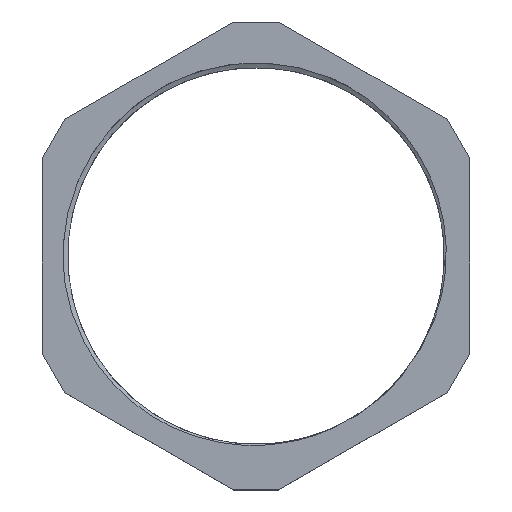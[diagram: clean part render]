
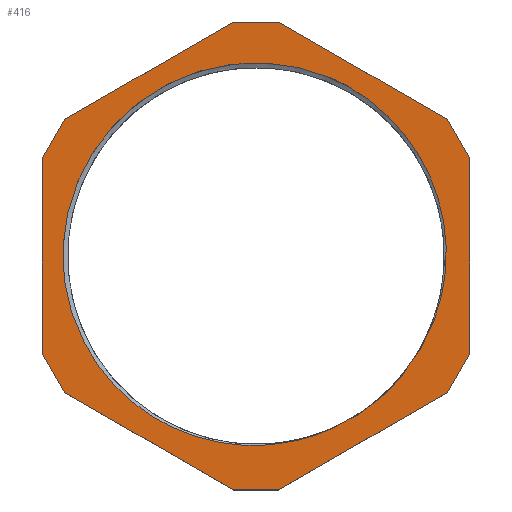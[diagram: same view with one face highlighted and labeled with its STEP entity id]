
A CAD part, top view. The second image highlights one B-rep face of the part: STEP entity #416.
In plain terms, the highlighted planar face has unit normal (0, 0, 1).
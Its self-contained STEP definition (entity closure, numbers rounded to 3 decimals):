
#16=FACE_BOUND('',#164,.T.);
#41=LINE('',#1429,#65);
#44=LINE('',#1443,#68);
#46=LINE('',#1451,#70);
#48=LINE('',#1463,#72);
#50=LINE('',#1471,#74);
#52=LINE('',#1483,#76);
#54=LINE('',#1491,#78);
#56=LINE('',#1504,#80);
#59=LINE('',#1517,#83);
#60=LINE('',#1524,#84);
#63=LINE('',#1537,#87);
#64=LINE('',#1542,#88);
#65=VECTOR('',#473,10.);
#68=VECTOR('',#478,10.);
#70=VECTOR('',#482,10.);
#72=VECTOR('',#486,10.);
#74=VECTOR('',#490,10.);
#76=VECTOR('',#494,10.);
#78=VECTOR('',#498,10.);
#80=VECTOR('',#502,10.);
#83=VECTOR('',#507,10.);
#84=VECTOR('',#510,10.);
#87=VECTOR('',#515,10.);
#88=VECTOR('',#518,10.);
#102=PLANE('',#456);
#104=CIRCLE('',#427,30.85);
#105=CIRCLE('',#429,31.611);
#138=FACE_OUTER_BOUND('',#163,.T.);
#163=EDGE_LOOP('',(#375,#376,#377,#378,#379,#380,#381,#382,#383,#384,#385,
#386));
#164=EDGE_LOOP('',(#387,#388,#389,#390));
#167=B_SPLINE_CURVE_WITH_KNOTS('',3,(#860,#861,#862,#863,#864,#865,#866,
#867,#868,#869,#870,#871,#872,#873,#874,#875),.UNSPECIFIED.,.F.,.F.,(4,
3,3,3,3,4),(-5.84,-4.565,-3.053,-1.531,
-0.247,0.),.UNSPECIFIED.);
#172=B_SPLINE_CURVE_WITH_KNOTS('',3,(#1407,#1408,#1409,#1410,#1411,#1412,
#1413,#1414,#1415,#1416,#1417,#1418,#1419,#1420,#1421,#1422),
 .UNSPECIFIED.,.F.,.F.,(4,3,3,3,3,4),(-5.837,-4.539,
-3.017,-1.503,-0.085,0.),
 .UNSPECIFIED.);
#175=VERTEX_POINT('',#802);
#176=VERTEX_POINT('',#859);
#178=VERTEX_POINT('',#935);
#180=VERTEX_POINT('',#1246);
#181=VERTEX_POINT('',#1427);
#182=VERTEX_POINT('',#1428);
#186=VERTEX_POINT('',#1442);
#188=VERTEX_POINT('',#1450);
#191=VERTEX_POINT('',#1462);
#193=VERTEX_POINT('',#1470);
#196=VERTEX_POINT('',#1482);
#198=VERTEX_POINT('',#1490);
#201=VERTEX_POINT('',#1502);
#202=VERTEX_POINT('',#1503);
#206=VERTEX_POINT('',#1522);
#207=VERTEX_POINT('',#1523);
#213=EDGE_CURVE('',#175,#176,#167,.T.);
#217=EDGE_CURVE('',#178,#175,#104,.T.);
#220=EDGE_CURVE('',#180,#178,#172,.T.);
#221=EDGE_CURVE('',#180,#176,#105,.T.);
#223=EDGE_CURVE('',#181,#182,#41,.T.);
#228=EDGE_CURVE('',#182,#186,#44,.T.);
#231=EDGE_CURVE('',#186,#188,#46,.T.);
#235=EDGE_CURVE('',#188,#191,#48,.T.);
#238=EDGE_CURVE('',#191,#193,#50,.T.);
#242=EDGE_CURVE('',#193,#196,#52,.T.);
#245=EDGE_CURVE('',#196,#198,#54,.T.);
#249=EDGE_CURVE('',#201,#202,#56,.T.);
#254=EDGE_CURVE('',#202,#181,#59,.T.);
#256=EDGE_CURVE('',#206,#207,#60,.T.);
#261=EDGE_CURVE('',#198,#206,#63,.T.);
#263=EDGE_CURVE('',#207,#201,#64,.T.);
#375=ORIENTED_EDGE('',*,*,#261,.T.);
#376=ORIENTED_EDGE('',*,*,#256,.T.);
#377=ORIENTED_EDGE('',*,*,#263,.T.);
#378=ORIENTED_EDGE('',*,*,#249,.T.);
#379=ORIENTED_EDGE('',*,*,#254,.T.);
#380=ORIENTED_EDGE('',*,*,#223,.T.);
#381=ORIENTED_EDGE('',*,*,#228,.T.);
#382=ORIENTED_EDGE('',*,*,#231,.T.);
#383=ORIENTED_EDGE('',*,*,#235,.T.);
#384=ORIENTED_EDGE('',*,*,#238,.T.);
#385=ORIENTED_EDGE('',*,*,#242,.T.);
#386=ORIENTED_EDGE('',*,*,#245,.T.);
#387=ORIENTED_EDGE('',*,*,#221,.T.);
#388=ORIENTED_EDGE('',*,*,#213,.F.);
#389=ORIENTED_EDGE('',*,*,#217,.F.);
#390=ORIENTED_EDGE('',*,*,#220,.F.);
#416=ADVANCED_FACE('',(#138,#16),#102,.T.);
#427=AXIS2_PLACEMENT_3D('',#992,#463,#464);
#429=AXIS2_PLACEMENT_3D('',#1424,#467,#468);
#456=AXIS2_PLACEMENT_3D('',#1559,#545,#546);
#463=DIRECTION('center_axis',(0.,0.,1.));
#464=DIRECTION('ref_axis',(-1.,0.,0.));
#467=DIRECTION('center_axis',(0.,0.,-1.));
#468=DIRECTION('ref_axis',(-1.,0.,0.));
#473=DIRECTION('',(0.866,0.5,0.));
#478=DIRECTION('',(0.5,0.866,0.));
#482=DIRECTION('',(0.,1.,0.));
#486=DIRECTION('',(-0.5,0.866,0.));
#490=DIRECTION('',(-0.866,0.5,0.));
#494=DIRECTION('',(-1.,0.,0.));
#498=DIRECTION('',(-0.866,-0.5,0.));
#502=DIRECTION('',(0.866,-0.5,0.));
#507=DIRECTION('',(1.,0.,0.));
#510=DIRECTION('',(0.,-1.,0.));
#515=DIRECTION('',(-0.5,-0.866,0.));
#518=DIRECTION('',(0.5,-0.866,0.));
#545=DIRECTION('center_axis',(0.,0.,1.));
#546=DIRECTION('ref_axis',(1.,0.,0.));
#802=CARTESIAN_POINT('',(23.77,-19.665,6.03));
#859=CARTESIAN_POINT('',(12.25,29.141,6.03));
#860=CARTESIAN_POINT('Ctrl Pts',(23.771,-19.666,6.03));
#861=CARTESIAN_POINT('Ctrl Pts',(26.519,-16.426,6.03));
#862=CARTESIAN_POINT('Ctrl Pts',(28.586,-12.633,6.03));
#863=CARTESIAN_POINT('Ctrl Pts',(29.811,-8.576,6.03));
#864=CARTESIAN_POINT('Ctrl Pts',(31.264,-3.765,6.03));
#865=CARTESIAN_POINT('Ctrl Pts',(31.522,1.407,6.03));
#866=CARTESIAN_POINT('Ctrl Pts',(30.569,6.33,6.03));
#867=CARTESIAN_POINT('Ctrl Pts',(29.61,11.286,6.03));
#868=CARTESIAN_POINT('Ctrl Pts',(27.419,16.018,6.03));
#869=CARTESIAN_POINT('Ctrl Pts',(24.258,19.962,6.03));
#870=CARTESIAN_POINT('Ctrl Pts',(21.592,23.289,6.03));
#871=CARTESIAN_POINT('Ctrl Pts',(18.233,26.062,6.03));
#872=CARTESIAN_POINT('Ctrl Pts',(14.467,28.069,6.03));
#873=CARTESIAN_POINT('Ctrl Pts',(13.744,28.455,6.03));
#874=CARTESIAN_POINT('Ctrl Pts',(13.004,28.812,6.03));
#875=CARTESIAN_POINT('Ctrl Pts',(12.25,29.141,6.03));
#935=CARTESIAN_POINT('',(12.548,-28.183,6.03));
#992=CARTESIAN_POINT('Origin',(0.,0.,6.03));
#1246=CARTESIAN_POINT('',(-31.362,-3.962,6.03));
#1407=CARTESIAN_POINT('Ctrl Pts',(-31.363,-3.961,6.03));
#1408=CARTESIAN_POINT('Ctrl Pts',(-30.761,-8.249,6.03));
#1409=CARTESIAN_POINT('Ctrl Pts',(-29.281,-12.395,6.03));
#1410=CARTESIAN_POINT('Ctrl Pts',(-27.024,-16.078,6.03));
#1411=CARTESIAN_POINT('Ctrl Pts',(-24.379,-20.396,6.03));
#1412=CARTESIAN_POINT('Ctrl Pts',(-20.668,-24.061,6.03));
#1413=CARTESIAN_POINT('Ctrl Pts',(-16.327,-26.643,6.03));
#1414=CARTESIAN_POINT('Ctrl Pts',(-12.012,-29.211,6.03));
#1415=CARTESIAN_POINT('Ctrl Pts',(-7.05,-30.721,6.03));
#1416=CARTESIAN_POINT('Ctrl Pts',(-2.031,-30.984,6.03));
#1417=CARTESIAN_POINT('Ctrl Pts',(2.674,-31.23,6.03));
#1418=CARTESIAN_POINT('Ctrl Pts',(7.431,-30.384,6.03));
#1419=CARTESIAN_POINT('Ctrl Pts',(11.773,-28.527,6.03));
#1420=CARTESIAN_POINT('Ctrl Pts',(12.033,-28.416,6.03));
#1421=CARTESIAN_POINT('Ctrl Pts',(12.291,-28.301,6.03));
#1422=CARTESIAN_POINT('Ctrl Pts',(12.548,-28.183,6.03));
#1424=CARTESIAN_POINT('Origin',(0.,0.,6.03));
#1427=CARTESIAN_POINT('',(3.693,-38.282,6.03));
#1428=CARTESIAN_POINT('',(31.307,-22.34,6.03));
#1429=CARTESIAN_POINT('',(32.703,-21.534,6.03));
#1442=CARTESIAN_POINT('',(35.,-15.943,6.03));
#1443=CARTESIAN_POINT('',(34.077,-17.542,6.03));
#1450=CARTESIAN_POINT('',(35.,15.943,6.03));
#1451=CARTESIAN_POINT('',(35.,-1.612,6.03));
#1462=CARTESIAN_POINT('',(31.307,22.34,6.03));
#1463=CARTESIAN_POINT('',(40.529,6.365,6.03));
#1470=CARTESIAN_POINT('',(3.693,38.282,6.03));
#1471=CARTESIAN_POINT('',(27.195,24.713,6.03));
#1482=CARTESIAN_POINT('',(-3.693,38.282,6.03));
#1483=CARTESIAN_POINT('',(14.752,38.282,6.03));
#1490=CARTESIAN_POINT('',(-31.307,22.34,6.03));
#1491=CARTESIAN_POINT('',(-16.104,31.117,6.03));
#1502=CARTESIAN_POINT('',(-31.307,-22.34,6.03));
#1503=CARTESIAN_POINT('',(-3.693,-38.282,6.03));
#1504=CARTESIAN_POINT('',(6.002,-43.88,6.03));
#1517=CARTESIAN_POINT('',(18.445,-38.282,6.03));
#1522=CARTESIAN_POINT('',(-35.,15.943,6.03));
#1523=CARTESIAN_POINT('',(-35.,-15.943,6.03));
#1524=CARTESIAN_POINT('',(-35.,-17.555,6.03));
#1537=CARTESIAN_POINT('',(-34.077,17.542,6.03));
#1542=CARTESIAN_POINT('',(-23.931,-35.115,6.03));
#1559=CARTESIAN_POINT('Origin',(33.197,-19.167,6.03));
